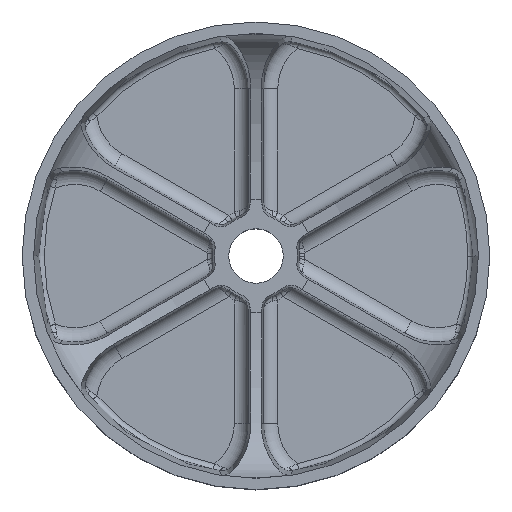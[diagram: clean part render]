
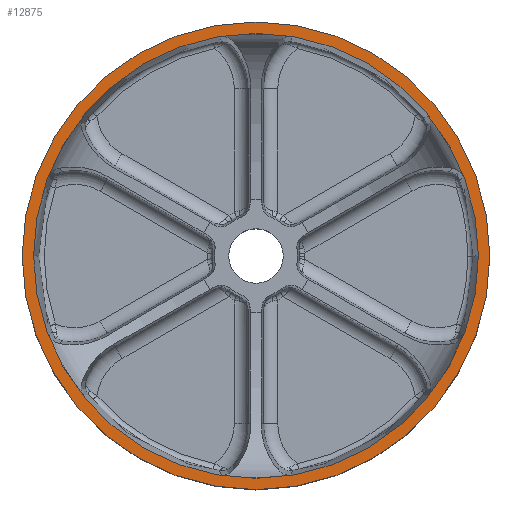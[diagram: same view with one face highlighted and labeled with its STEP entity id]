
A CAD part, top view. The second image highlights one B-rep face of the part: STEP entity #12875.
In plain terms, the highlighted planar face has unit normal (0, 0, 1).
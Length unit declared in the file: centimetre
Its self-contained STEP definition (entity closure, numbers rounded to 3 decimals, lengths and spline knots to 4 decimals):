
#589 = AXIS2_PLACEMENT_3D ( 'NONE', #19438, #597, #24470 ) ;
#597 = DIRECTION ( 'NONE',  ( 0., 0., 1. ) ) ;
#1340 = CIRCLE ( 'NONE', #17489, 3.9 ) ;
#1389 = FACE_OUTER_BOUND ( 'NONE', #10601, .T. ) ;
#2062 = CIRCLE ( 'NONE', #19188, 3.9 ) ;
#2584 = DIRECTION ( 'NONE',  ( 0., 0., 1. ) ) ;
#3042 = DIRECTION ( 'NONE',  ( 0., 0., 1. ) ) ;
#5498 = EDGE_CURVE ( 'NONE', #28267, #18619, #21142, .T. ) ;
#5890 = EDGE_CURVE ( 'NONE', #16327, #29099, #1340, .T. ) ;
#8035 = ORIENTED_EDGE ( 'NONE', *, *, #19761, .F. ) ;
#8587 = AXIS2_PLACEMENT_3D ( 'NONE', #29711, #20691, #27720 ) ;
#8823 = ORIENTED_EDGE ( 'NONE', *, *, #24886, .T. ) ;
#10601 = EDGE_LOOP ( 'NONE', ( #12894, #8823 ) ) ;
#11338 = PLANE ( 'NONE',  #8587 ) ;
#11374 = DIRECTION ( 'NONE',  ( 1., 0., 0. ) ) ;
#11459 = AXIS2_PLACEMENT_3D ( 'NONE', #24026, #3042, #12381 ) ;
#12224 = DIRECTION ( 'NONE',  ( 1., 0., 0. ) ) ;
#12381 = DIRECTION ( 'NONE',  ( 1., 0., 0. ) ) ;
#12875 = ADVANCED_FACE ( 'NONE', ( #27105, #1389 ), #11338, .F. ) ;
#12894 = ORIENTED_EDGE ( 'NONE', *, *, #5498, .T. ) ;
#14373 = CARTESIAN_POINT ( 'NONE',  ( 0., 0., 0. ) ) ;
#16327 = VERTEX_POINT ( 'NONE', #24178 ) ;
#16557 = EDGE_LOOP ( 'NONE', ( #8035, #24112 ) ) ;
#17489 = AXIS2_PLACEMENT_3D ( 'NONE', #18119, #18420, #11374 ) ;
#18119 = CARTESIAN_POINT ( 'NONE',  ( 0., 0., 0. ) ) ;
#18420 = DIRECTION ( 'NONE',  ( 0., 0., 1. ) ) ;
#18619 = VERTEX_POINT ( 'NONE', #27426 ) ;
#19185 = CARTESIAN_POINT ( 'NONE',  ( 4.1, 0., 0. ) ) ;
#19188 = AXIS2_PLACEMENT_3D ( 'NONE', #14373, #2584, #12224 ) ;
#19438 = CARTESIAN_POINT ( 'NONE',  ( 0., 0., 0. ) ) ;
#19761 = EDGE_CURVE ( 'NONE', #29099, #16327, #2062, .T. ) ;
#20691 = DIRECTION ( 'NONE',  ( 0., 0., -1. ) ) ;
#21142 = CIRCLE ( 'NONE', #589, 4.1 ) ;
#24026 = CARTESIAN_POINT ( 'NONE',  ( 0., 0., 0. ) ) ;
#24112 = ORIENTED_EDGE ( 'NONE', *, *, #5890, .F. ) ;
#24178 = CARTESIAN_POINT ( 'NONE',  ( -3.9, 0., 0. ) ) ;
#24470 = DIRECTION ( 'NONE',  ( 1., 0., 0. ) ) ;
#24886 = EDGE_CURVE ( 'NONE', #18619, #28267, #28086, .T. ) ;
#27105 = FACE_BOUND ( 'NONE', #16557, .T. ) ;
#27426 = CARTESIAN_POINT ( 'NONE',  ( -4.1, 0., 0. ) ) ;
#27720 = DIRECTION ( 'NONE',  ( -1., 0., 0. ) ) ;
#28086 = CIRCLE ( 'NONE', #11459, 4.1 ) ;
#28267 = VERTEX_POINT ( 'NONE', #19185 ) ;
#29099 = VERTEX_POINT ( 'NONE', #29646 ) ;
#29646 = CARTESIAN_POINT ( 'NONE',  ( 3.9, 0., 0. ) ) ;
#29711 = CARTESIAN_POINT ( 'NONE',  ( 0., 4.1, 0. ) ) ;
